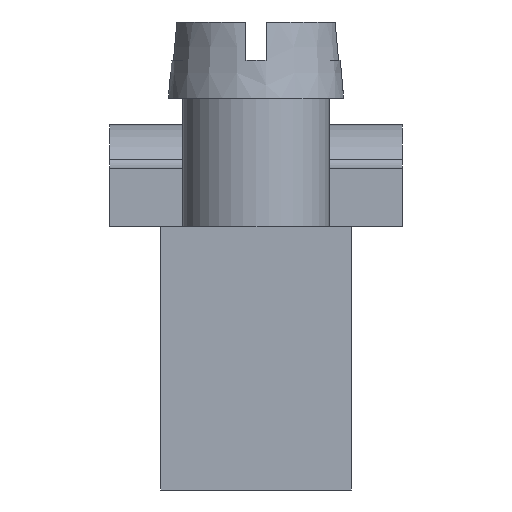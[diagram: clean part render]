
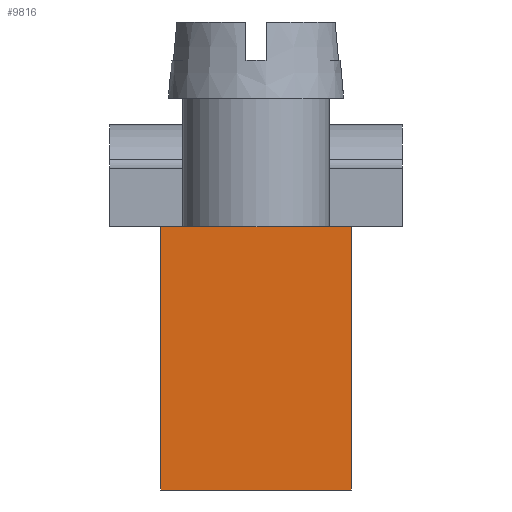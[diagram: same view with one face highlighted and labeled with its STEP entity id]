
A CAD part, left-side view. The second image highlights one B-rep face of the part: STEP entity #9816.
In plain terms, the highlighted planar face has unit normal (-1, 0, 0).
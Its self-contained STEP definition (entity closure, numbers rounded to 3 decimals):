
#808=ORIENTED_EDGE('',*,*,#2840,.T.);
#809=ORIENTED_EDGE('',*,*,#2665,.F.);
#810=ORIENTED_EDGE('',*,*,#2841,.F.);
#811=ORIENTED_EDGE('',*,*,#2842,.T.);
#2665=EDGE_CURVE('',#3681,#3682,#4366,.T.);
#2840=EDGE_CURVE('',#3856,#3682,#4480,.T.);
#2841=EDGE_CURVE('',#3857,#3681,#4481,.T.);
#2842=EDGE_CURVE('',#3857,#3856,#4482,.T.);
#3681=VERTEX_POINT('',#12979);
#3682=VERTEX_POINT('',#12981);
#3856=VERTEX_POINT('',#13386);
#3857=VERTEX_POINT('',#13388);
#4366=LINE('',#12980,#4900);
#4480=LINE('',#13385,#5014);
#4481=LINE('',#13387,#5015);
#4482=LINE('',#13389,#5016);
#4900=VECTOR('',#10992,1000.);
#5014=VECTOR('',#11340,1000.);
#5015=VECTOR('',#11341,1000.);
#5016=VECTOR('',#11342,1000.);
#5493=EDGE_LOOP('',(#808,#809,#810,#811));
#6053=FACE_BOUND('',#5493,.T.);
#6593=PLANE('',#10319);
#9816=ADVANCED_FACE('',(#6053),#6593,.F.);
#10319=AXIS2_PLACEMENT_3D('',#13384,#11338,#11339);
#10992=DIRECTION('',(0.,-1.,0.));
#11338=DIRECTION('',(1.,0.,0.));
#11339=DIRECTION('',(0.,0.,-1.));
#11340=DIRECTION('',(0.,0.,1.));
#11341=DIRECTION('',(0.,0.,1.));
#11342=DIRECTION('',(0.,-1.,0.));
#12979=CARTESIAN_POINT('',(-124.5,6.5,0.));
#12980=CARTESIAN_POINT('',(-124.5,6.5,0.));
#12981=CARTESIAN_POINT('',(-124.5,0.,0.));
#13384=CARTESIAN_POINT('',(-124.5,6.5,-9.));
#13385=CARTESIAN_POINT('',(-124.5,0.,-9.));
#13386=CARTESIAN_POINT('',(-124.5,0.,-9.));
#13387=CARTESIAN_POINT('',(-124.5,6.5,-9.));
#13388=CARTESIAN_POINT('',(-124.5,6.5,-9.));
#13389=CARTESIAN_POINT('',(-124.5,6.5,-9.));
